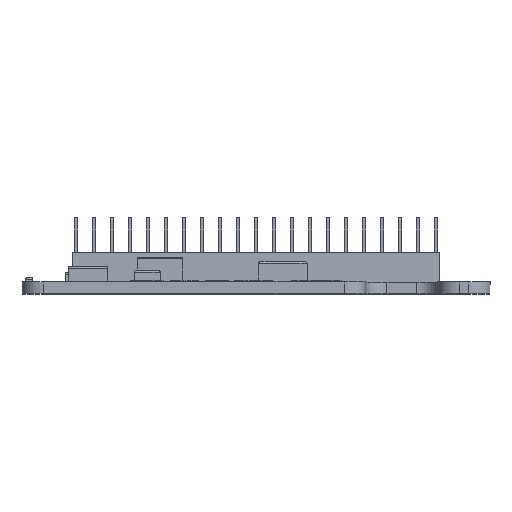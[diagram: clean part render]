
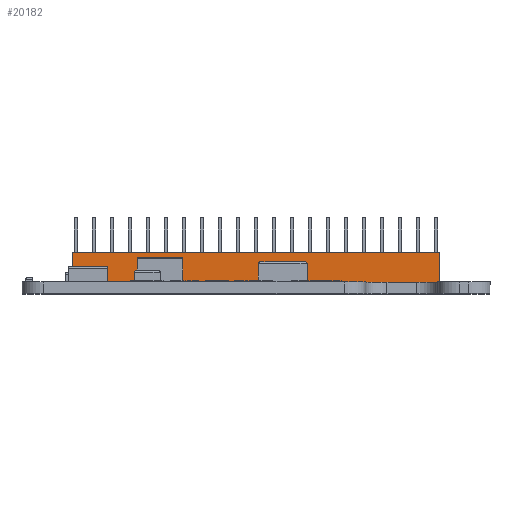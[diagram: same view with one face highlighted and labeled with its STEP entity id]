
A CAD part, top view. The second image highlights one B-rep face of the part: STEP entity #20182.
In plain terms, the highlighted face is planar.
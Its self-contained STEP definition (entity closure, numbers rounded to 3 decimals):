
#1975=FACE_OUTER_BOUND('',#3188,.T.);
#3188=EDGE_LOOP('',(#17078,#17079,#17080,#17081));
#5321=LINE('',#33955,#7644);
#5322=LINE('',#33958,#7645);
#5323=LINE('',#33960,#7646);
#5324=LINE('',#33961,#7647);
#7644=VECTOR('',#24592,10.);
#7645=VECTOR('',#24595,10.);
#7646=VECTOR('',#24596,10.);
#7647=VECTOR('',#24597,10.);
#9702=VERTEX_POINT('',#33949);
#9704=VERTEX_POINT('',#33953);
#9705=VERTEX_POINT('',#33957);
#9706=VERTEX_POINT('',#33959);
#12335=EDGE_CURVE('',#9702,#9704,#5321,.T.);
#12336=EDGE_CURVE('',#9702,#9705,#5322,.T.);
#12337=EDGE_CURVE('',#9706,#9704,#5323,.T.);
#12338=EDGE_CURVE('',#9705,#9706,#5324,.T.);
#17078=ORIENTED_EDGE('',*,*,#12336,.F.);
#17079=ORIENTED_EDGE('',*,*,#12335,.T.);
#17080=ORIENTED_EDGE('',*,*,#12337,.F.);
#17081=ORIENTED_EDGE('',*,*,#12338,.F.);
#19108=PLANE('',#21219);
#20182=ADVANCED_FACE('',(#1975),#19108,.T.);
#21219=AXIS2_PLACEMENT_3D('',#33956,#24593,#24594);
#24592=DIRECTION('',(0.,0.,1.));
#24593=DIRECTION('center_axis',(0.,1.,0.));
#24594=DIRECTION('ref_axis',(-1.,0.,0.));
#24595=DIRECTION('',(1.,0.,0.));
#24596=DIRECTION('',(-1.,0.,0.));
#24597=DIRECTION('',(0.,0.,1.));
#33949=CARTESIAN_POINT('',(-25.5,-21.25,0.));
#33953=CARTESIAN_POINT('',(-25.5,-21.25,4.2));
#33955=CARTESIAN_POINT('',(-25.5,-21.25,0.));
#33956=CARTESIAN_POINT('Origin',(25.5,-21.25,0.));
#33957=CARTESIAN_POINT('',(25.5,-21.25,0.));
#33958=CARTESIAN_POINT('',(-25.5,-21.25,0.));
#33959=CARTESIAN_POINT('',(25.5,-21.25,4.2));
#33960=CARTESIAN_POINT('',(-25.5,-21.25,4.2));
#33961=CARTESIAN_POINT('',(25.5,-21.25,0.));
